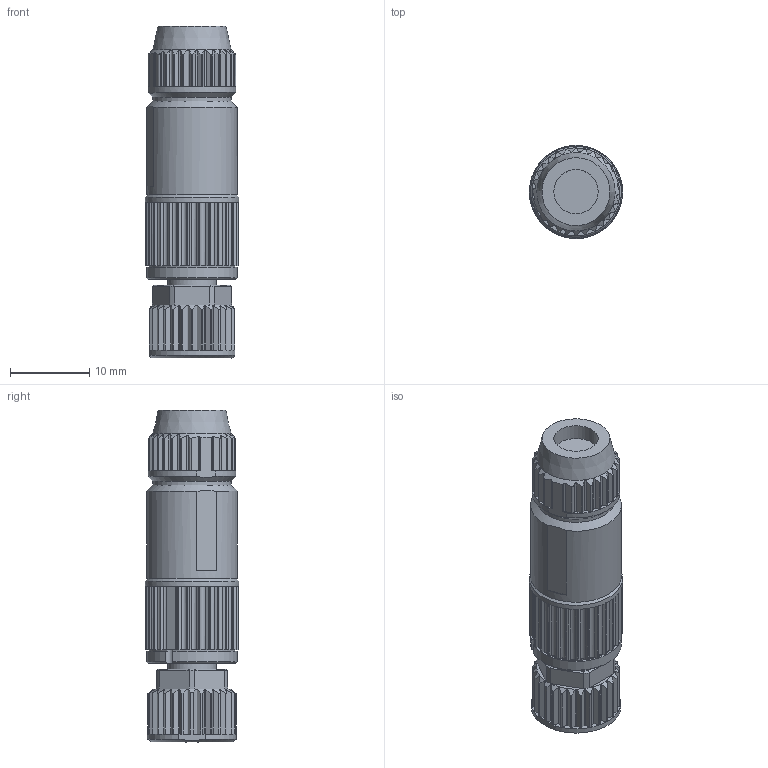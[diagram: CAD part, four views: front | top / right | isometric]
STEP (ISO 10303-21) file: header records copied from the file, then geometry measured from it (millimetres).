
FILE_DESCRIPTION(/* description */ (''),/* implementation_level */ '2;1');
FILE_NAME(/* name */ '100123949ugm000_a.stp',/* time_stamp */ '2014-09-19T08:08:25+02:00',/* author */ (''),/* organization */ (''),/* preprocessor_version */ 'ST-DEVELOPER v15',/* originating_system */ 'SIEMENS PLM Software NX 8.5',/* authorisation */ '');
FILE_SCHEMA (('AUTOMOTIVE_DESIGN { 1 0 10303 214 3 1 1 1 }'));
Length unit declared in the file: millimetre
Products named in the file (1): 100123949ugm000_a
Bounding box: 11.78 x 11.78 x 42 mm (x, y, z)
Volume: 3660.2 mm3; surface area: 2435.8 mm2
Topology: 1 solids, 1 shells, 499 faces, 1343 edges, 859 vertices
Faces by surface type: plane 292, cylinder 186, cone 19, bspline 2
Full cylindrical faces by diameter (mm): 1.1 x3, 5.6 x1, 6.1 x1, 6.6 x2, 6.95 x1, 7.01 x1, 8.4 x1, 9.9 x1, 11.5 x1, 11.78 x1
Entity records: 19056 total; most frequent: CARTESIAN_POINT 3374, ORIENTED_EDGE 2622, DIRECTION 2521, EDGE_CURVE 1311, AXIS2_PLACEMENT_3D 960, VERTEX_POINT 853, LINE 601, VECTOR 601
